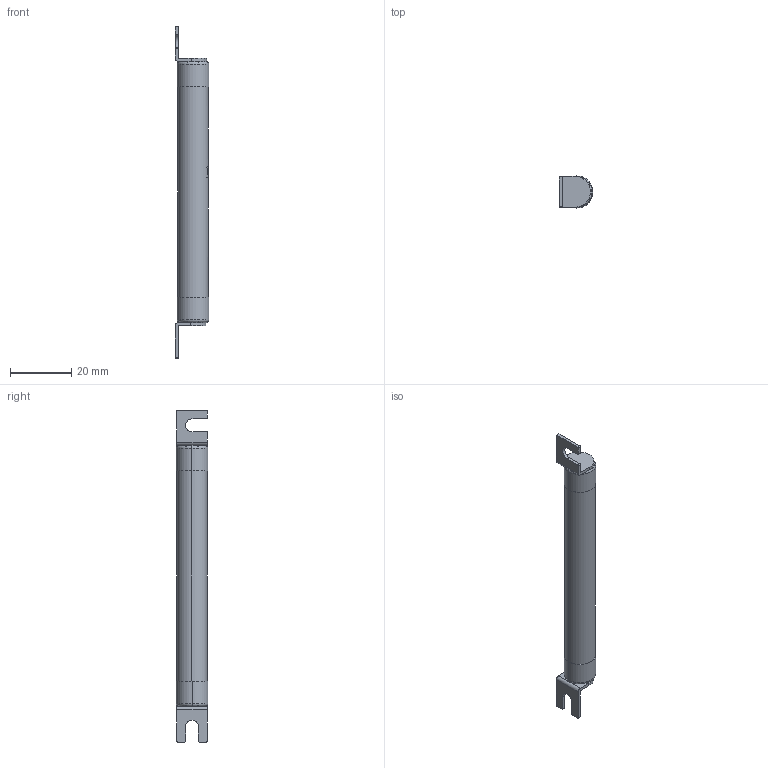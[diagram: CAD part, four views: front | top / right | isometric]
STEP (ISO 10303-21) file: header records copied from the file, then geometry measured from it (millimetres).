
FILE_DESCRIPTION((''),'2;1');
FILE_NAME('CH10X85GPV_1500V_SU_CONTACTS_ASM','2019-09-03T',('marketing.praksa'),('Audax d.o.o.'),'CREO PARAMETRIC BY PTC INC, 2017480','CREO PARAMETRIC BY PTC INC, 2017480','');
FILE_SCHEMA(('AUTOMOTIVE_DESIGN { 1 0 10303 214 1 1 1 1 }'));
Length unit declared in the file: millimetre
Products named in the file (10): 1A6_1_2; 1AE_1; 1B2_1; 2CC-533; 2CC-534; 2CC-535; 35B; 3B0; PRODUCT_1_2_ASM; CH10X85GPV_1500V_SU_CONTACTS_ASM
Assembly tree (9 placements, depth 3):
  CH10X85GPV_1500V_SU_CONTACTS_ASM
    PRODUCT_1_2_ASM
      1A6_1_2
      1AE_1
      1B2_1
      2CC-533
      2CC-534
      2CC-535
      35B
      3B0
Bounding box: 10.95 x 10.3 x 108 mm (x, y, z)
Volume: 7071.4 mm3; surface area: 4066.8 mm2
Topology: 8 solids, 8 shells, 159 faces, 464 edges, 323 vertices
Faces by surface type: plane 80, cylinder 71, torus 8
Entity records: 7770 total; most frequent: CARTESIAN_POINT 1526, ORIENTED_EDGE 928, DIRECTION 825, PRESENTATION_STYLE_ASSIGNMENT 472, STYLED_ITEM 472, CURVE_STYLE 464, EDGE_CURVE 464, VERTEX_POINT 323
